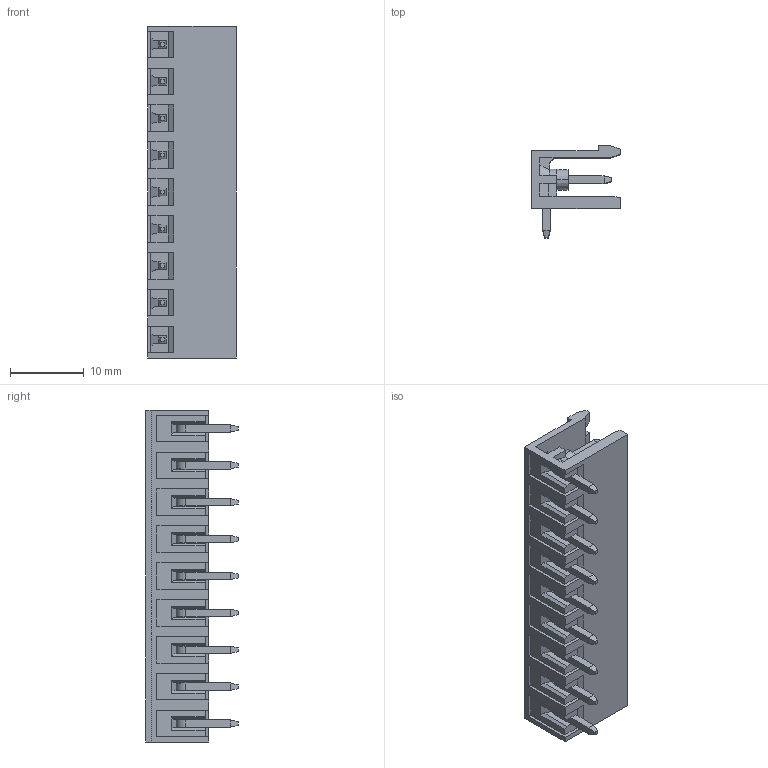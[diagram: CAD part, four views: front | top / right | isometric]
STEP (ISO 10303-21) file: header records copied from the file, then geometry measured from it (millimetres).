
FILE_DESCRIPTION(('FreeCAD Model'),'2;1');
FILE_NAME('Open CASCADE Shape Model','2024-11-06T09:45:34',(''),(''), 'Open CASCADE STEP processor 7.6','FreeCAD','Unknown');
FILE_SCHEMA(('AUTOMOTIVE_DESIGN { 1 0 10303 214 1 1 1 1 }'));
Length unit declared in the file: millimetre
Products named in the file (1): CUI_DEVICES_TBP04R1-500-09BE
Bounding box: 12 x 12.5 x 45 mm (x, y, z)
Volume: 1768.2 mm3; surface area: 3665.9 mm2
Topology: 1 solids, 1 shells, 649 faces, 1752 edges, 1114 vertices
Faces by surface type: plane 559, cone 54, cylinder 36
Entity records: 24671 total; most frequent: CARTESIAN_POINT 3903, ORIENTED_EDGE 3504, DIRECTION 3169, EDGE_CURVE 1752, LINE 1437, VECTOR 1437, VERTEX_POINT 1114, AXIS2_PLACEMENT_3D 866
